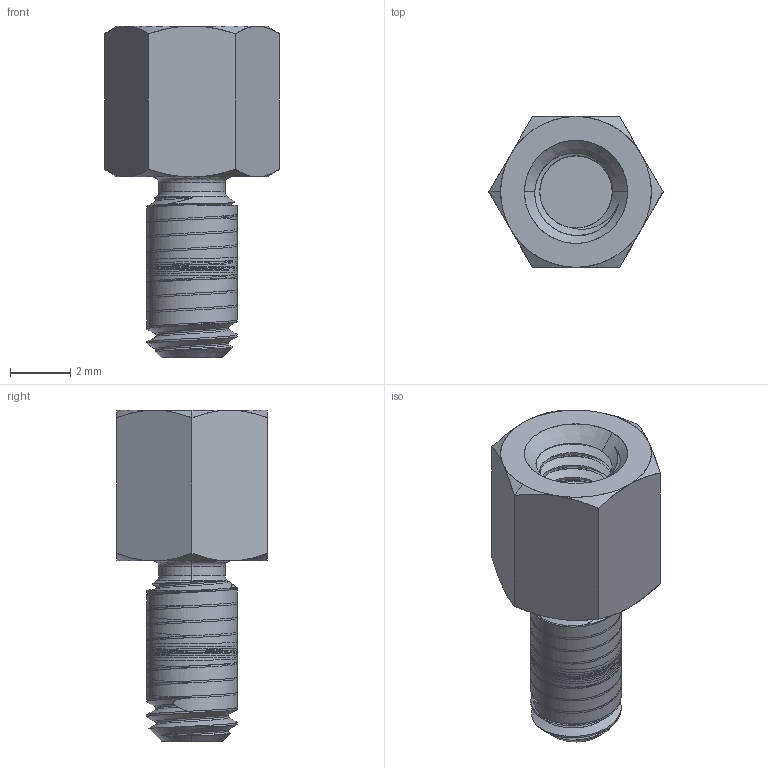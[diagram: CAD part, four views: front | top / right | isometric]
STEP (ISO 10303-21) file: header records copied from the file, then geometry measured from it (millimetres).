
FILE_DESCRIPTION (( 'STEP AP214' ), '1' );
FILE_NAME ('User Library-Male - Female Hexagonal Threaded Standoffs; length 5mm; key 5mm; M3x3mm and M3x6mm.STEP', '2017-03-12T20:59:50', ( 'Windows User' ), ( '' ), 'SwSTEP 2.0', 'SolidWorks 2017', '' );
FILE_SCHEMA (( 'AUTOMOTIVE_DESIGN' ));
Length unit declared in the file: millimetre
Products named in the file (1): User Library-Male - Female Hexagonal Threaded Standoffs; length 5mm; key 5mm; M3x3mm and M3x6mm
Bounding box: 5.77 x 5 x 11 mm (x, y, z)
Surface area: 334.3 mm2 (no closed solid volume)
Topology: 0 solids, 38 shells, 47 faces, 195 edges, 178 vertices
Faces by surface type: cone 21, plane 11, bspline 10, cylinder 5
Entity records: 10964 total; most frequent: CARTESIAN_POINT 9168, ORIENTED_EDGE 206, EDGE_CURVE 191, DIRECTION 187, VERTEX_POINT 176, B_SPLINE_CURVE_WITH_KNOTS 119, AXIS2_PLACEMENT_3D 79, UNCERTAINTY_MEASURE_WITH_UNIT 47
